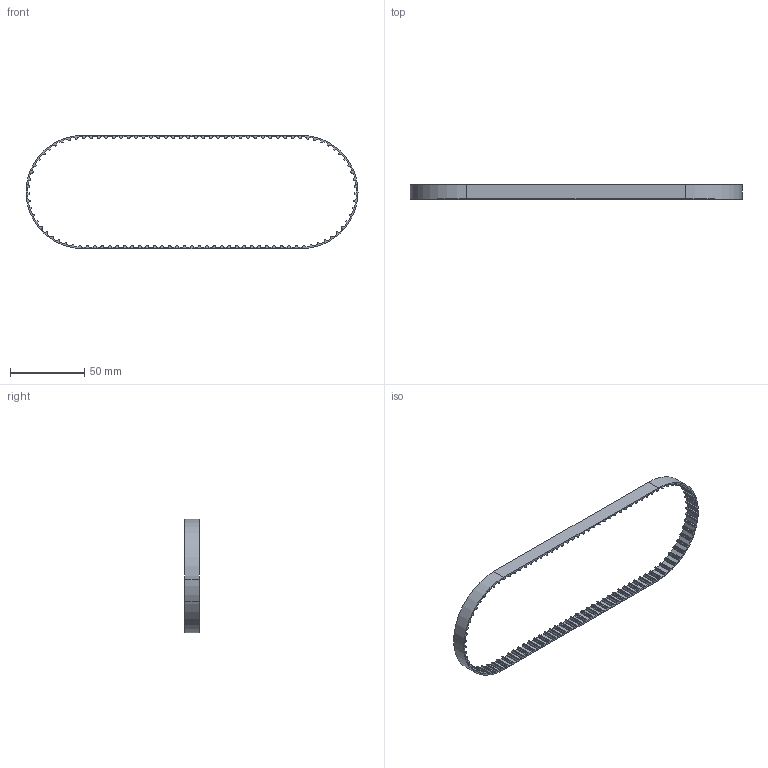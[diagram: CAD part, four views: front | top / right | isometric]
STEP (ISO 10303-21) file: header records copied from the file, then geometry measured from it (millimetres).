
FILE_DESCRIPTION (( 'STEP AP214' ), '1' );
FILE_NAME ('210XL037NG.step', '2015-04-08T23:03:39', ( '' ), ( '' ), 'SwSTEP 2.0', 'SolidWorks 2014', '' );
FILE_SCHEMA (( 'AUTOMOTIVE_DESIGN' ));
Length unit declared in the file: inch
Products named in the file (1): 210XL037NG
Bounding box: 223.21 x 9.53 x 76.2 mm (x, y, z)
Volume: 7015.2 mm3; surface area: 12977.1 mm2
Topology: 1 solids, 1 shells, 879 faces, 2631 edges, 1754 vertices
Faces by surface type: cylinder 501, plane 378
Entity records: 30011 total; most frequent: DIRECTION 5393, CARTESIAN_POINT 5265, ORIENTED_EDGE 5262, EDGE_CURVE 2631, AXIS2_PLACEMENT_3D 1882, VERTEX_POINT 1754, LINE 1629, VECTOR 1629
